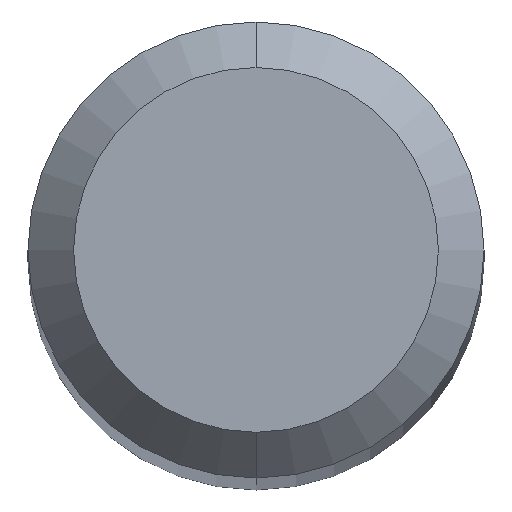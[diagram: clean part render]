
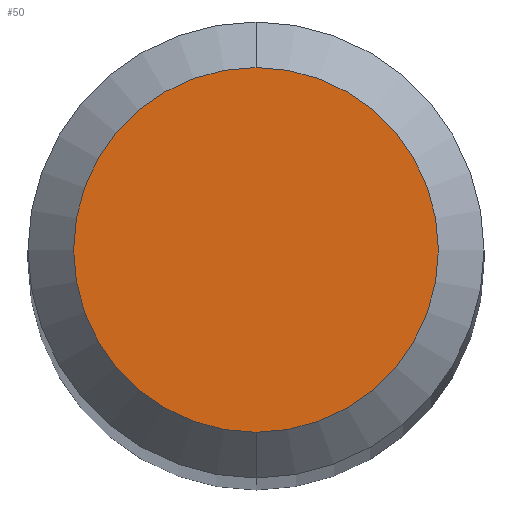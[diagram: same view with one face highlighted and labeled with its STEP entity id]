
A CAD part, top view. The second image highlights one B-rep face of the part: STEP entity #50.
In plain terms, the highlighted planar face has unit normal (0, 0, 1).
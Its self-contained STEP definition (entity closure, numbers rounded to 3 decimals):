
#18 = PLANE ( 'NONE',  #171 ) ;
#25 = CARTESIAN_POINT ( 'NONE',  ( 0., 2.764, 0. ) ) ;
#34 = EDGE_CURVE ( 'NONE', #125, #63, #161, .T. ) ;
#50 = ADVANCED_FACE ( 'NONE', ( #94 ), #18, .F. ) ;
#51 = EDGE_LOOP ( 'NONE', ( #203, #70 ) ) ;
#52 = CIRCLE ( 'NONE', #117, 2.764 ) ;
#54 = DIRECTION ( 'NONE',  ( 0., 1., 0. ) ) ;
#63 = VERTEX_POINT ( 'NONE', #90 ) ;
#67 = AXIS2_PLACEMENT_3D ( 'NONE', #207, #139, #54 ) ;
#70 = ORIENTED_EDGE ( 'NONE', *, *, #192, .T. ) ;
#90 = CARTESIAN_POINT ( 'NONE',  ( 0., -2.764, 0. ) ) ;
#94 = FACE_OUTER_BOUND ( 'NONE', #51, .T. ) ;
#99 = DIRECTION ( 'NONE',  ( 0., 1., 0. ) ) ;
#109 = CARTESIAN_POINT ( 'NONE',  ( 0., 3.454, 0. ) ) ;
#117 = AXIS2_PLACEMENT_3D ( 'NONE', #164, #210, #99 ) ;
#125 = VERTEX_POINT ( 'NONE', #25 ) ;
#139 = DIRECTION ( 'NONE',  ( 0., 0., 1. ) ) ;
#157 = DIRECTION ( 'NONE',  ( 0., 1., 0. ) ) ;
#161 = CIRCLE ( 'NONE', #67, 2.764 ) ;
#164 = CARTESIAN_POINT ( 'NONE',  ( 0., 0., 0. ) ) ;
#171 = AXIS2_PLACEMENT_3D ( 'NONE', #109, #175, #157 ) ;
#175 = DIRECTION ( 'NONE',  ( 0., 0., -1. ) ) ;
#192 = EDGE_CURVE ( 'NONE', #63, #125, #52, .T. ) ;
#203 = ORIENTED_EDGE ( 'NONE', *, *, #34, .T. ) ;
#207 = CARTESIAN_POINT ( 'NONE',  ( 0., 0., 0. ) ) ;
#210 = DIRECTION ( 'NONE',  ( 0., 0., 1. ) ) ;
